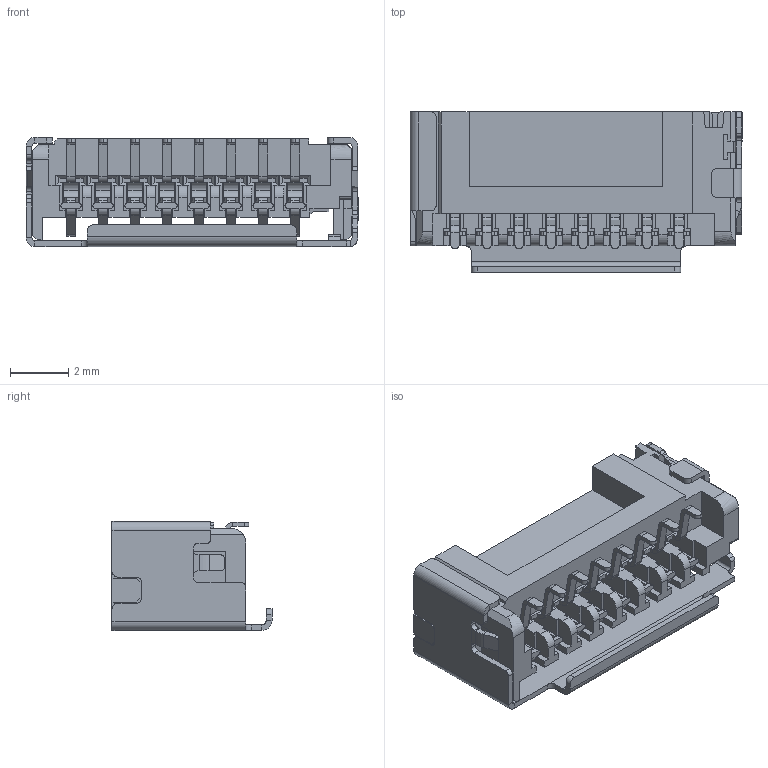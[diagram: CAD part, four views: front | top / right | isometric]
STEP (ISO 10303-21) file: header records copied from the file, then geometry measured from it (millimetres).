
FILE_DESCRIPTION (( 'STEP AP203' ), '1' );
FILE_NAME ('LCK-TF-111H37508-WLG.STEP', '2025-08-09T16:38:46', ( 'admin' ), ( '' ), 'SwSTEP 2.0', 'SolidWorks 2022', '' );
FILE_SCHEMA (( 'CONFIG_CONTROL_DESIGN' ));
Length unit declared in the file: millimetre
Products named in the file (1): LCK-TF-111H37508-WLG
Bounding box: 11.41 x 5.5 x 3.75 mm (x, y, z)
Volume: 91 mm3; surface area: 553 mm2
Topology: 1 solids, 1 shells, 1236 faces, 3382 edges, 2104 vertices
Faces by surface type: bspline 1236
Entity records: 39867 total; most frequent: CARTESIAN_POINT 12301, ORIENTED_EDGE 6764, DIRECTION 4020, EDGE_CURVE 3382, VECTOR 2518, LINE 2518, VERTEX_POINT 2104, EDGE_LOOP 1244
